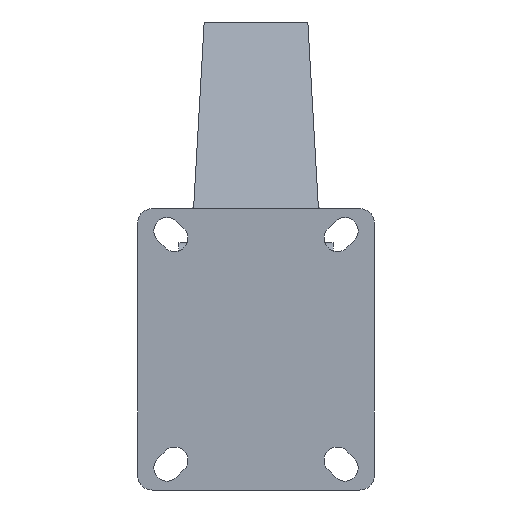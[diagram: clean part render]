
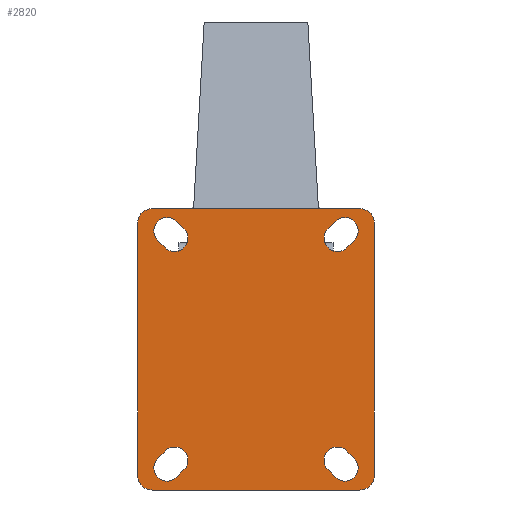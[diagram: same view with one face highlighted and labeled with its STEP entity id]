
A CAD part, front view. The second image highlights one B-rep face of the part: STEP entity #2820.
In plain terms, the highlighted planar face has unit normal (0, -1, 0).
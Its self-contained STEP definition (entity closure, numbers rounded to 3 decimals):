
#1297=CARTESIAN_POINT('',(30.,-2.,40.));
#1298=DIRECTION('',(0.,-1.,0.));
#1299=DIRECTION('',(0.707,0.,-0.707));
#1300=AXIS2_PLACEMENT_3D('',#1297,#1298,#1299);
#1305=DIRECTION('',(-0.707,0.,-0.707));
#1306=VECTOR('',#1305,3.536);
#1307=CARTESIAN_POINT('',(26.818,-2.,43.182));
#1308=LINE('',#1307,#1306);
#1312=CARTESIAN_POINT('',(27.5,-2.,37.5));
#1313=DIRECTION('',(0.,-1.,0.));
#1314=DIRECTION('',(-0.707,0.,0.707));
#1315=AXIS2_PLACEMENT_3D('',#1312,#1313,#1314);
#1320=DIRECTION('',(0.707,0.,0.707));
#1321=VECTOR('',#1320,3.536);
#1322=CARTESIAN_POINT('',(30.682,-2.,34.318));
#1323=LINE('',#1322,#1321);
#1327=CARTESIAN_POINT('',(-30.,-2.,40.));
#1328=DIRECTION('',(0.,-1.,0.));
#1329=DIRECTION('',(0.707,0.,0.707));
#1330=AXIS2_PLACEMENT_3D('',#1327,#1328,#1329);
#1335=DIRECTION('',(0.707,0.,-0.707));
#1336=VECTOR('',#1335,3.536);
#1337=CARTESIAN_POINT('',(-33.182,-2.,36.818));
#1338=LINE('',#1337,#1336);
#1342=CARTESIAN_POINT('',(-27.5,-2.,37.5));
#1343=DIRECTION('',(0.,-1.,0.));
#1344=DIRECTION('',(-0.707,0.,-0.707));
#1345=AXIS2_PLACEMENT_3D('',#1342,#1343,#1344);
#1350=DIRECTION('',(-0.707,0.,0.707));
#1351=VECTOR('',#1350,3.536);
#1352=CARTESIAN_POINT('',(-24.318,-2.,40.682));
#1353=LINE('',#1352,#1351);
#1357=DIRECTION('',(-0.707,0.,-0.707));
#1358=VECTOR('',#1357,3.536);
#1359=CARTESIAN_POINT('',(-30.682,-2.,-34.318));
#1360=LINE('',#1359,#1358);
#1364=CARTESIAN_POINT('',(-30.,-2.,-40.));
#1365=DIRECTION('',(0.,-1.,0.));
#1366=DIRECTION('',(-0.707,0.,0.707));
#1367=AXIS2_PLACEMENT_3D('',#1364,#1365,#1366);
#1372=DIRECTION('',(0.707,0.,0.707));
#1373=VECTOR('',#1372,3.536);
#1374=CARTESIAN_POINT('',(-26.818,-2.,-43.182));
#1375=LINE('',#1374,#1373);
#1379=CARTESIAN_POINT('',(-27.5,-2.,-37.5));
#1380=DIRECTION('',(0.,-1.,0.));
#1381=DIRECTION('',(0.707,0.,-0.707));
#1382=AXIS2_PLACEMENT_3D('',#1379,#1380,#1381);
#1387=CARTESIAN_POINT('',(30.,-2.,-40.));
#1388=DIRECTION('',(0.,-1.,0.));
#1389=DIRECTION('',(-0.707,0.,-0.707));
#1390=AXIS2_PLACEMENT_3D('',#1387,#1388,#1389);
#1395=DIRECTION('',(-0.707,0.,0.707));
#1396=VECTOR('',#1395,3.536);
#1397=CARTESIAN_POINT('',(33.182,-2.,-36.818));
#1398=LINE('',#1397,#1396);
#1402=CARTESIAN_POINT('',(27.5,-2.,-37.5));
#1403=DIRECTION('',(0.,-1.,0.));
#1404=DIRECTION('',(0.707,0.,0.707));
#1405=AXIS2_PLACEMENT_3D('',#1402,#1403,#1404);
#1410=DIRECTION('',(0.707,0.,-0.707));
#1411=VECTOR('',#1410,3.536);
#1412=CARTESIAN_POINT('',(24.318,-2.,-40.682));
#1413=LINE('',#1412,#1411);
#1417=CARTESIAN_POINT('',(35.,-2.,42.5));
#1418=DIRECTION('',(0.,-1.,0.));
#1419=DIRECTION('',(1.,0.,0.));
#1420=AXIS2_PLACEMENT_3D('',#1417,#1418,#1419);
#1425=DIRECTION('',(0.,0.,1.));
#1426=VECTOR('',#1425,85.);
#1427=CARTESIAN_POINT('',(40.,-2.,-42.5));
#1428=LINE('',#1427,#1426);
#1432=CARTESIAN_POINT('',(35.,-2.,-42.5));
#1433=DIRECTION('',(0.,-1.,0.));
#1434=DIRECTION('',(0.,0.,-1.));
#1435=AXIS2_PLACEMENT_3D('',#1432,#1433,#1434);
#1440=DIRECTION('',(1.,0.,0.));
#1441=VECTOR('',#1440,70.);
#1442=CARTESIAN_POINT('',(-35.,-2.,-47.5));
#1443=LINE('',#1442,#1441);
#1447=CARTESIAN_POINT('',(-35.,-2.,-42.5));
#1448=DIRECTION('',(0.,-1.,0.));
#1449=DIRECTION('',(-1.,0.,0.));
#1450=AXIS2_PLACEMENT_3D('',#1447,#1448,#1449);
#1455=DIRECTION('',(0.,0.,-1.));
#1456=VECTOR('',#1455,85.);
#1457=CARTESIAN_POINT('',(-40.,-2.,42.5));
#1458=LINE('',#1457,#1456);
#1462=CARTESIAN_POINT('',(-35.,-2.,42.5));
#1463=DIRECTION('',(0.,-1.,0.));
#1464=DIRECTION('',(0.,0.,1.));
#1465=AXIS2_PLACEMENT_3D('',#1462,#1463,#1464);
#1470=DIRECTION('',(-1.,0.,0.));
#1471=VECTOR('',#1470,70.);
#1472=CARTESIAN_POINT('',(35.,-2.,47.5));
#1473=LINE('',#1472,#1471);
#1754=CARTESIAN_POINT('',(40.,-2.,42.5));
#1755=VERTEX_POINT('',#1754);
#1756=CARTESIAN_POINT('',(35.,-2.,47.5));
#1757=VERTEX_POINT('',#1756);
#1762=CARTESIAN_POINT('',(-35.,-2.,47.5));
#1763=VERTEX_POINT('',#1762);
#1764=CARTESIAN_POINT('',(-40.,-2.,42.5));
#1765=VERTEX_POINT('',#1764);
#1770=CARTESIAN_POINT('',(-40.,-2.,-42.5));
#1771=VERTEX_POINT('',#1770);
#1772=CARTESIAN_POINT('',(-35.,-2.,-47.5));
#1773=VERTEX_POINT('',#1772);
#1778=CARTESIAN_POINT('',(35.,-2.,-47.5));
#1779=VERTEX_POINT('',#1778);
#1780=CARTESIAN_POINT('',(40.,-2.,-42.5));
#1781=VERTEX_POINT('',#1780);
#1782=CARTESIAN_POINT('',(33.182,-2.,36.818));
#1783=CARTESIAN_POINT('',(26.818,-2.,43.182));
#1784=VERTEX_POINT('',#1782);
#1785=VERTEX_POINT('',#1783);
#1786=CARTESIAN_POINT('',(24.318,-2.,40.682));
#1787=VERTEX_POINT('',#1786);
#1788=CARTESIAN_POINT('',(30.682,-2.,34.318));
#1789=VERTEX_POINT('',#1788);
#1790=CARTESIAN_POINT('',(-26.818,-2.,43.182));
#1791=CARTESIAN_POINT('',(-33.182,-2.,36.818));
#1792=VERTEX_POINT('',#1790);
#1793=VERTEX_POINT('',#1791);
#1794=CARTESIAN_POINT('',(-30.682,-2.,34.318));
#1795=VERTEX_POINT('',#1794);
#1796=CARTESIAN_POINT('',(-24.318,-2.,40.682));
#1797=VERTEX_POINT('',#1796);
#1798=CARTESIAN_POINT('',(-30.682,-2.,-34.318));
#1799=CARTESIAN_POINT('',(-33.182,-2.,-36.818));
#1800=VERTEX_POINT('',#1798);
#1801=VERTEX_POINT('',#1799);
#1802=CARTESIAN_POINT('',(-26.818,-2.,-43.182));
#1803=VERTEX_POINT('',#1802);
#1804=CARTESIAN_POINT('',(-24.318,-2.,-40.682));
#1805=VERTEX_POINT('',#1804);
#1806=CARTESIAN_POINT('',(26.818,-2.,-43.182));
#1807=CARTESIAN_POINT('',(33.182,-2.,-36.818));
#1808=VERTEX_POINT('',#1806);
#1809=VERTEX_POINT('',#1807);
#1810=CARTESIAN_POINT('',(30.682,-2.,-34.318));
#1811=VERTEX_POINT('',#1810);
#1812=CARTESIAN_POINT('',(24.318,-2.,-40.682));
#1813=VERTEX_POINT('',#1812);
#2758=CARTESIAN_POINT('',(0.,-2.,0.));
#2759=DIRECTION('',(0.,1.,0.));
#2760=DIRECTION('',(1.,0.,0.));
#2761=AXIS2_PLACEMENT_3D('',#2758,#2759,#2760);
#2762=PLANE('',#2761);
#2764=ORIENTED_EDGE('',*,*,#2763,.F.);
#2766=ORIENTED_EDGE('',*,*,#2765,.F.);
#2768=ORIENTED_EDGE('',*,*,#2767,.F.);
#2770=ORIENTED_EDGE('',*,*,#2769,.F.);
#2772=ORIENTED_EDGE('',*,*,#2771,.F.);
#2774=ORIENTED_EDGE('',*,*,#2773,.F.);
#2776=ORIENTED_EDGE('',*,*,#2775,.F.);
#2778=ORIENTED_EDGE('',*,*,#2777,.F.);
#2779=EDGE_LOOP('',(#2764,#2766,#2768,#2770,#2772,#2774,#2776,#2778));
#2780=FACE_OUTER_BOUND('',#2779,.F.);
#2782=ORIENTED_EDGE('',*,*,#2781,.T.);
#2784=ORIENTED_EDGE('',*,*,#2783,.T.);
#2786=ORIENTED_EDGE('',*,*,#2785,.T.);
#2788=ORIENTED_EDGE('',*,*,#2787,.T.);
#2789=EDGE_LOOP('',(#2782,#2784,#2786,#2788));
#2790=FACE_BOUND('',#2789,.F.);
#2792=ORIENTED_EDGE('',*,*,#2791,.T.);
#2794=ORIENTED_EDGE('',*,*,#2793,.T.);
#2796=ORIENTED_EDGE('',*,*,#2795,.T.);
#2798=ORIENTED_EDGE('',*,*,#2797,.T.);
#2799=EDGE_LOOP('',(#2792,#2794,#2796,#2798));
#2800=FACE_BOUND('',#2799,.F.);
#2802=ORIENTED_EDGE('',*,*,#2801,.T.);
#2804=ORIENTED_EDGE('',*,*,#2803,.T.);
#2806=ORIENTED_EDGE('',*,*,#2805,.T.);
#2808=ORIENTED_EDGE('',*,*,#2807,.T.);
#2809=EDGE_LOOP('',(#2802,#2804,#2806,#2808));
#2810=FACE_BOUND('',#2809,.F.);
#2811=ORIENTED_EDGE('',*,*,#2741,.T.);
#2813=ORIENTED_EDGE('',*,*,#2812,.T.);
#2815=ORIENTED_EDGE('',*,*,#2814,.T.);
#2817=ORIENTED_EDGE('',*,*,#2816,.T.);
#2818=EDGE_LOOP('',(#2811,#2813,#2815,#2817));
#2819=FACE_BOUND('',#2818,.F.);
#1301=CIRCLE('',#1300,4.5);
#1316=CIRCLE('',#1315,4.5);
#1331=CIRCLE('',#1330,4.5);
#1346=CIRCLE('',#1345,4.5);
#1368=CIRCLE('',#1367,4.5);
#1383=CIRCLE('',#1382,4.5);
#1391=CIRCLE('',#1390,4.5);
#1406=CIRCLE('',#1405,4.5);
#1421=CIRCLE('',#1420,5.);
#1436=CIRCLE('',#1435,5.);
#1451=CIRCLE('',#1450,5.);
#1466=CIRCLE('',#1465,5.);
#2741=EDGE_CURVE('',#1784,#1785,#1301,.T.);
#2763=EDGE_CURVE('',#1755,#1757,#1421,.T.);
#2765=EDGE_CURVE('',#1781,#1755,#1428,.T.);
#2767=EDGE_CURVE('',#1779,#1781,#1436,.T.);
#2769=EDGE_CURVE('',#1773,#1779,#1443,.T.);
#2771=EDGE_CURVE('',#1771,#1773,#1451,.T.);
#2773=EDGE_CURVE('',#1765,#1771,#1458,.T.);
#2775=EDGE_CURVE('',#1763,#1765,#1466,.T.);
#2777=EDGE_CURVE('',#1757,#1763,#1473,.T.);
#2781=EDGE_CURVE('',#1792,#1793,#1331,.T.);
#2783=EDGE_CURVE('',#1793,#1795,#1338,.T.);
#2785=EDGE_CURVE('',#1795,#1797,#1346,.T.);
#2787=EDGE_CURVE('',#1797,#1792,#1353,.T.);
#2791=EDGE_CURVE('',#1800,#1801,#1360,.T.);
#2793=EDGE_CURVE('',#1801,#1803,#1368,.T.);
#2795=EDGE_CURVE('',#1803,#1805,#1375,.T.);
#2797=EDGE_CURVE('',#1805,#1800,#1383,.T.);
#2801=EDGE_CURVE('',#1808,#1809,#1391,.T.);
#2803=EDGE_CURVE('',#1809,#1811,#1398,.T.);
#2805=EDGE_CURVE('',#1811,#1813,#1406,.T.);
#2807=EDGE_CURVE('',#1813,#1808,#1413,.T.);
#2812=EDGE_CURVE('',#1785,#1787,#1308,.T.);
#2814=EDGE_CURVE('',#1787,#1789,#1316,.T.);
#2816=EDGE_CURVE('',#1789,#1784,#1323,.T.);
#2820=ADVANCED_FACE('',(#2780,#2790,#2800,#2810,#2819),#2762,.F.);
